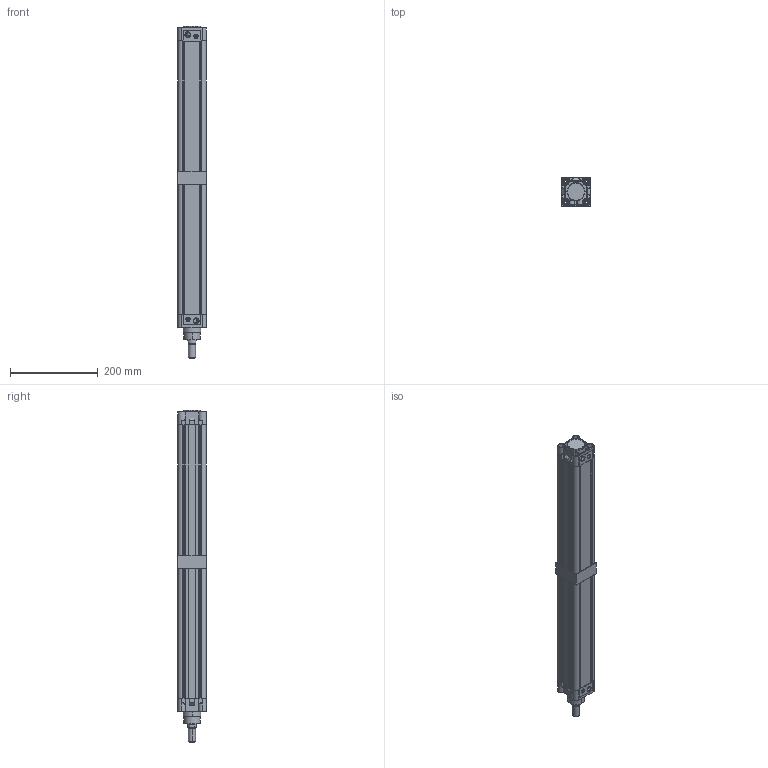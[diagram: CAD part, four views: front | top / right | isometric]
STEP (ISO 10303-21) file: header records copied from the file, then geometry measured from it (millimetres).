
FILE_DESCRIPTION (( 'STEP AP203' ), '1' );
FILE_NAME ('50X250TANDEM.STEP', '2017-12-27T11:29:15', ( 'USER' ), ( '' ), 'SwSTEP 2.0', 'SolidWorks 2017', '' );
FILE_SCHEMA (( 'CONFIG_CONTROL_DESIGN' ));
Length unit declared in the file: millimetre
Products named in the file (8): ARKA KAPAK 50; ORTA PÝSTON 50 TANDEM; TANDEM M尳 50x250; Piston Mili 50x250 烰; 50; 50X250TANDEM; 烰 KAPAK  50; TANDEM 50x250 BORU
Assembly tree (9 placements, depth 2):
  50X250TANDEM
    烰 KAPAK  50
    TANDEM 50x250 BORU  x2
    ARKA KAPAK 50
    ORTA PÝSTON 50 TANDEM  x2
    TANDEM M尳 50x250
    Piston Mili 50x250 烰
    50
Bounding box: 65 x 65 x 755 mm (x, y, z)
Volume: 1541666 mm3; surface area: 537179.1 mm2
Topology: 14 solids, 17 shells, 1072 faces, 2708 edges, 1755 vertices
Faces by surface type: cylinder 473, plane 465, cone 94, bspline 24, torus 14, sphere 2
Entity records: 31096 total; most frequent: CARTESIAN_POINT 9637, ORIENTED_EDGE 4322, DIRECTION 4264, EDGE_CURVE 2161, AXIS2_PLACEMENT_3D 1599, VERTEX_POINT 1397, VECTOR 1066, LINE 1066
